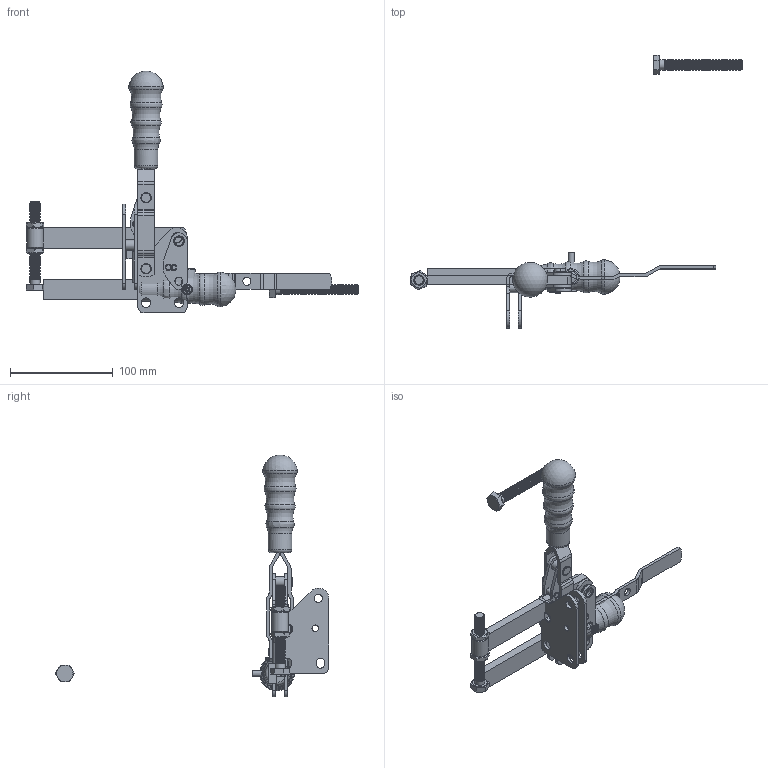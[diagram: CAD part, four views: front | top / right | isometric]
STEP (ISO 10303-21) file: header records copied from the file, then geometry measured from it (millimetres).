
FILE_DESCRIPTION( ( 'Unknown' ), '1' );
FILE_NAME( '240-MR_UPINKA.stp', 'Unknown', ( 'Unknown' ), ( 'Unknown' ), 'PSStep 14.0', 'Unknown', ' ' );
FILE_SCHEMA( ( 'AUTOMOTIVE_DESIGN { 1 0 10303 214 1 1 1 1 }' ) );
Length unit declared in the file: millimetre
Products named in the file (22): 240008-M_TELO; Assem1; 240004-M_TAHLO; 820004_POUZDRO 8x14-oa4; 240008_TELO; 240004-N_TAHLO; 240004-N_TAHLO-oa0; 820004_POUZDRO 8x14; 240004-NN _NYT; 240003_OVLADACI PAKA; 240003_OVLADACI PAKA-oa1; 940003_RUKOJET 16x6; 721016_NYT 8x16; 721016_NYT 8x16-oa2; 721022_NYT 8x22; 721022_NYT 8x22-oa3; 240005_UPINACI PAKA; 800082_KOLIK 6x24_CSN ISO 2338; 900002_OKO SROUBU; 800006_MATICE M10_DIN4398; 800006_MATICE M10_DIN4398-oa5; 800048_SROUB M10x80-CSN ISO 4017
Bounding box: 322.73 x 265.6 x 235.18 mm (x, y, z)
Volume: 271828.3 mm3; surface area: 156585.8 mm2
Topology: 44 solids, 44 shells, 1120 faces, 2569 edges, 1560 vertices
Faces by surface type: cylinder 365, plane 317, cone 300, torus 128, bspline 8, sphere 2
Full cylindrical faces by diameter (mm): 3 x3, 5 x9, 6 x3, 6.3 x6, 7.8 x6, 8 x22, 8.02 x6, 8.05 x4, 8.376 x12, 10 x116, 10.1 x12, 10.2 x6, 11 x2, 14.63 x2, 16 x2, 22.877 x2
Entity records: 16780 total; most frequent: DIRECTION 2300, CARTESIAN_POINT 2209, ORIENTED_EDGE 1630, AXIS2_PLACEMENT_3D 1008, EDGE_LOOP 876, EDGE_CURVE 815, FACE_OUTER_BOUND 670, VERTEX_POINT 660
